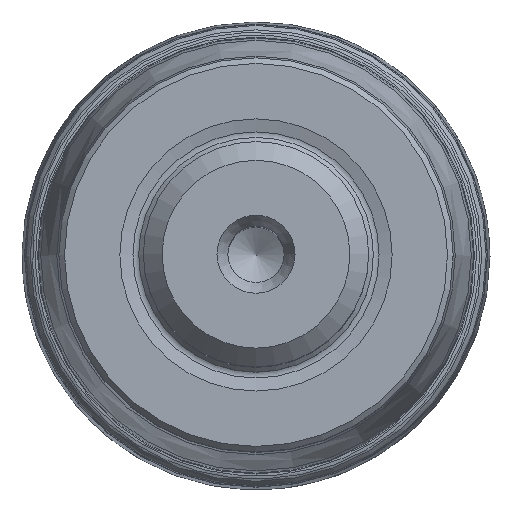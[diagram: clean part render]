
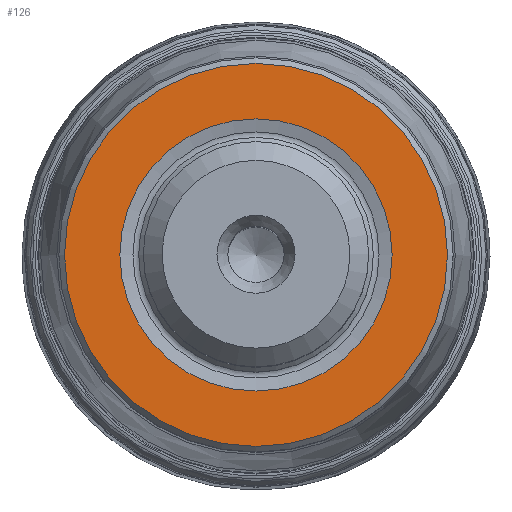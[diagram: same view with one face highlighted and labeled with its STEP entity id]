
A CAD part, top view. The second image highlights one B-rep face of the part: STEP entity #126.
In plain terms, the highlighted planar face has unit normal (0, 0, 1).
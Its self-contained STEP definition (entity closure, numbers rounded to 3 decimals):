
#33=PLANE('',#792);
#126=ADVANCED_FACE('',(#321,#322),#33,.F.);
#321=FACE_BOUND('',#435,.T.);
#322=FACE_BOUND('',#436,.T.);
#435=EDGE_LOOP('',(#547));
#436=EDGE_LOOP('',(#548));
#547=ORIENTED_EDGE('',*,*,#676,.F.);
#548=ORIENTED_EDGE('',*,*,#675,.T.);
#617=VERTEX_POINT('',#1409);
#618=VERTEX_POINT('',#1412);
#675=EDGE_CURVE('',#617,#617,#727,.T.);
#676=EDGE_CURVE('',#618,#618,#728,.T.);
#727=CIRCLE('',#789,7.249);
#728=CIRCLE('',#791,10.2);
#789=AXIS2_PLACEMENT_3D('',#1408,#947,#948);
#791=AXIS2_PLACEMENT_3D('',#1411,#951,#952);
#792=AXIS2_PLACEMENT_3D('',#1413,#953,#954);
#947=DIRECTION('',(0.,0.,-1.));
#948=DIRECTION('',(-1.,0.,0.));
#951=DIRECTION('',(0.,0.,-1.));
#952=DIRECTION('',(-1.,0.,0.));
#953=DIRECTION('',(0.,0.,-1.));
#954=DIRECTION('',(-1.,0.,0.));
#1408=CARTESIAN_POINT('',(0.,0.,0.));
#1409=CARTESIAN_POINT('',(-7.249,0.,0.));
#1411=CARTESIAN_POINT('',(0.,0.,0.));
#1412=CARTESIAN_POINT('',(-10.2,0.,0.));
#1413=CARTESIAN_POINT('',(7.249,0.,0.));
